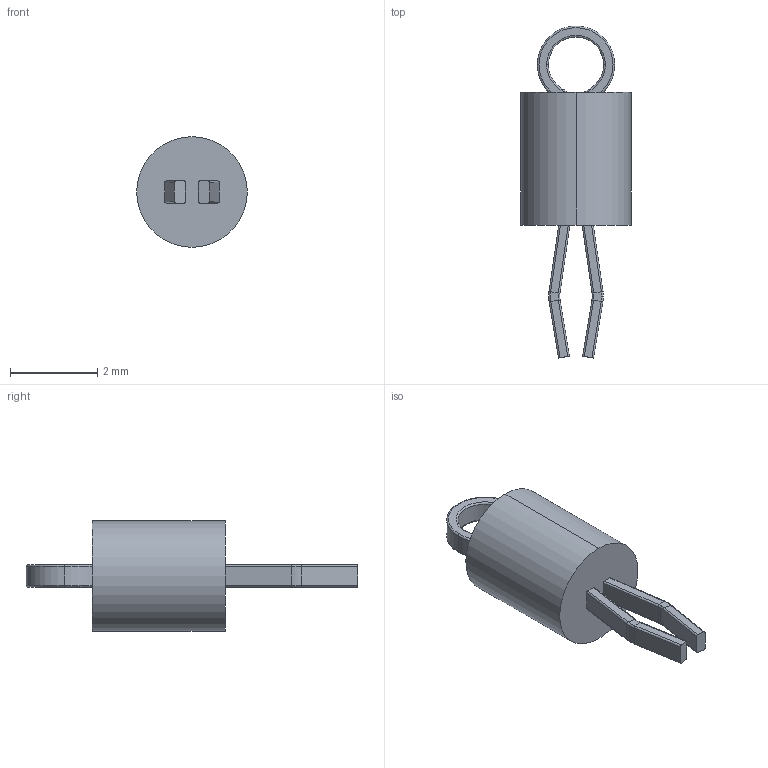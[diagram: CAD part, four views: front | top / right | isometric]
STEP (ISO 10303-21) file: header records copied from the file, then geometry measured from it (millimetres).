
FILE_DESCRIPTION (( 'STEP AP214' ), '1' );
FILE_NAME ('TestPoint-5117.STEP', '2020-08-02T01:08:06', ( '' ), ( '' ), 'SwSTEP 2.0', 'SolidWorks 2019', '' );
FILE_SCHEMA (( 'AUTOMOTIVE_DESIGN' ));
Length unit declared in the file: inch
Products named in the file (1): TestPoint-5117
Bounding box: 2.54 x 7.62 x 2.54 mm (x, y, z)
Volume: 16.7 mm3; surface area: 50 mm2
Topology: 4 solids, 4 shells, 94 faces, 206 edges, 120 vertices
Faces by surface type: plane 34, cylinder 32, torus 28
Entity records: 3922 total; most frequent: CARTESIAN_POINT 586, DIRECTION 480, ORIENTED_EDGE 412, EDGE_CURVE 206, AXIS2_PLACEMENT_3D 195, VERTEX_POINT 120, CIRCLE 100, LENGTH_MEASURE_WITH_UNIT 96
